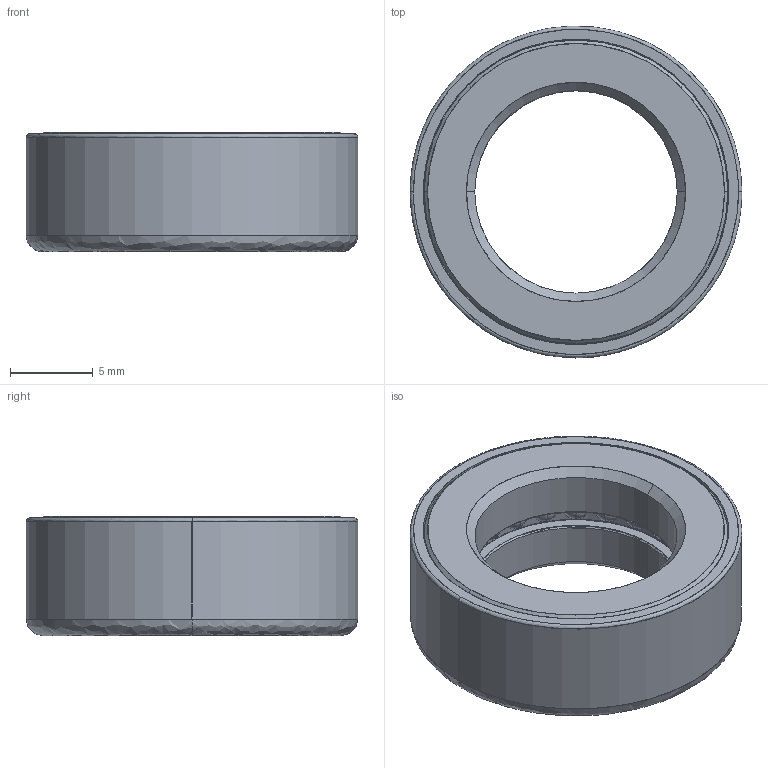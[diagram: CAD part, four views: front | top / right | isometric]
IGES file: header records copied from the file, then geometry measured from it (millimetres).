
Start section: SolidWorks IGES file using analytic representation for surfaces
Global section: file name: 400-12.igs; native system: SolidWorks 2015; preprocessor: SolidWorks 2015; author: Christian; date: 200518.113914; units: millimetre
Bounding box: 20 x 20 x 7.2 mm (x, y, z)
Surface area: 2720.4 mm2 (no closed solid volume)
Topology: 0 solids, 0 shells, 90 faces, 840 edges, 744 vertices
Faces by surface type: revolution 70, bspline 20
